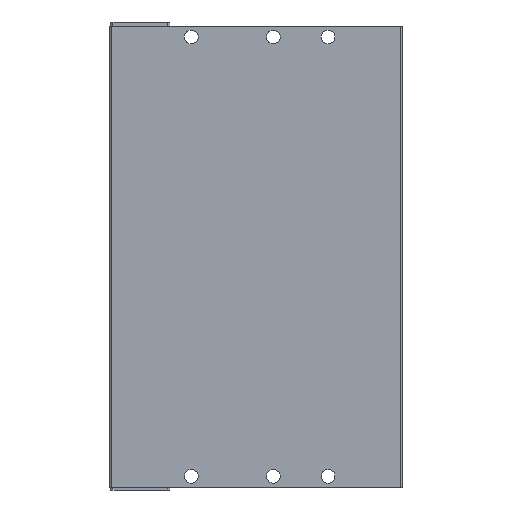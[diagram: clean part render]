
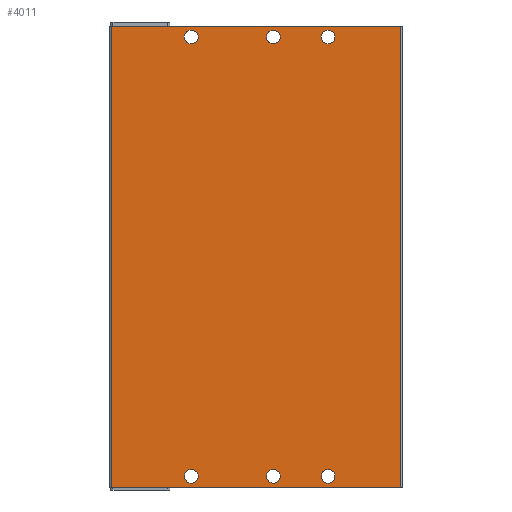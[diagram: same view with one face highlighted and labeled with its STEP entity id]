
A CAD part, front view. The second image highlights one B-rep face of the part: STEP entity #4011.
In plain terms, the highlighted planar face has unit normal (0, -1, 0).
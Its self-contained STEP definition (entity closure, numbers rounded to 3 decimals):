
#54 = VERTEX_POINT ( 'NONE', #2259 ) ;
#67 = CARTESIAN_POINT ( 'NONE',  ( 59.7, 0., -4. ) ) ;
#103 = DIRECTION ( 'NONE',  ( 0., 0., -1. ) ) ;
#173 = LINE ( 'NONE', #6535, #1013 ) ;
#352 = AXIS2_PLACEMENT_3D ( 'NONE', #3539, #6979, #4568 ) ;
#370 = ORIENTED_EDGE ( 'NONE', *, *, #1300, .T. ) ;
#528 = ORIENTED_EDGE ( 'NONE', *, *, #4437, .T. ) ;
#534 = CARTESIAN_POINT ( 'NONE',  ( 0.5, 0., -168.5 ) ) ;
#577 = FACE_OUTER_BOUND ( 'NONE', #3596, .T. ) ;
#606 = DIRECTION ( 'NONE',  ( 0., 1., 0. ) ) ;
#685 = CARTESIAN_POINT ( 'NONE',  ( 59.7, 0., -164.5 ) ) ;
#717 = DIRECTION ( 'NONE',  ( 1., 0., 0. ) ) ;
#765 = DIRECTION ( 'NONE',  ( 0., 1., 0. ) ) ;
#829 = CIRCLE ( 'NONE', #1801, 2.5 ) ;
#832 = CARTESIAN_POINT ( 'NONE',  ( 59.7, 0., -164.5 ) ) ;
#877 = AXIS2_PLACEMENT_3D ( 'NONE', #67, #3604, #3719 ) ;
#939 = DIRECTION ( 'NONE',  ( 0., 1., 0. ) ) ;
#978 = CARTESIAN_POINT ( 'NONE',  ( 29.7, 0., -4. ) ) ;
#1012 = CARTESIAN_POINT ( 'NONE',  ( 59.7, 0., -1.5 ) ) ;
#1013 = VECTOR ( 'NONE', #717, 1000. ) ;
#1041 = CARTESIAN_POINT ( 'NONE',  ( 106.2, 0., -168.5 ) ) ;
#1081 = AXIS2_PLACEMENT_3D ( 'NONE', #5342, #7563, #1104 ) ;
#1104 = DIRECTION ( 'NONE',  ( 0., 0., -1. ) ) ;
#1124 = FACE_BOUND ( 'NONE', #3379, .T. ) ;
#1140 = EDGE_LOOP ( 'NONE', ( #4032, #2064 ) ) ;
#1186 = CARTESIAN_POINT ( 'NONE',  ( 79.7, 0., -4. ) ) ;
#1197 = FACE_BOUND ( 'NONE', #4319, .T. ) ;
#1266 = CARTESIAN_POINT ( 'NONE',  ( 0.5, 0., 0. ) ) ;
#1299 = VERTEX_POINT ( 'NONE', #5938 ) ;
#1300 = EDGE_CURVE ( 'NONE', #6180, #1658, #5167, .T. ) ;
#1323 = CARTESIAN_POINT ( 'NONE',  ( 79.7, 0., -162. ) ) ;
#1357 = CIRCLE ( 'NONE', #5506, 2.5 ) ;
#1495 = AXIS2_PLACEMENT_3D ( 'NONE', #5521, #4402, #5981 ) ;
#1568 = CIRCLE ( 'NONE', #1081, 2.5 ) ;
#1604 = EDGE_LOOP ( 'NONE', ( #4917, #3983 ) ) ;
#1658 = VERTEX_POINT ( 'NONE', #2899 ) ;
#1801 = AXIS2_PLACEMENT_3D ( 'NONE', #1186, #606, #5318 ) ;
#1821 = CIRCLE ( 'NONE', #2556, 2.5 ) ;
#1823 = ORIENTED_EDGE ( 'NONE', *, *, #3277, .T. ) ;
#1932 = AXIS2_PLACEMENT_3D ( 'NONE', #1953, #765, #2030 ) ;
#1953 = CARTESIAN_POINT ( 'NONE',  ( 29.7, 0., -164.5 ) ) ;
#1963 = ORIENTED_EDGE ( 'NONE', *, *, #5833, .T. ) ;
#2030 = DIRECTION ( 'NONE',  ( 0., 0., -1. ) ) ;
#2034 = DIRECTION ( 'NONE',  ( -1., 0., 0. ) ) ;
#2064 = ORIENTED_EDGE ( 'NONE', *, *, #6698, .T. ) ;
#2203 = DIRECTION ( 'NONE',  ( 0., 0., -1. ) ) ;
#2259 = CARTESIAN_POINT ( 'NONE',  ( 79.7, 0., -167. ) ) ;
#2276 = ORIENTED_EDGE ( 'NONE', *, *, #5738, .T. ) ;
#2404 = VERTEX_POINT ( 'NONE', #2452 ) ;
#2430 = CARTESIAN_POINT ( 'NONE',  ( 59.7, 0., -6.5 ) ) ;
#2452 = CARTESIAN_POINT ( 'NONE',  ( 29.7, 0., -6.5 ) ) ;
#2477 = ORIENTED_EDGE ( 'NONE', *, *, #7225, .T. ) ;
#2549 = VECTOR ( 'NONE', #7018, 1000. ) ;
#2556 = AXIS2_PLACEMENT_3D ( 'NONE', #978, #5031, #4522 ) ;
#2827 = EDGE_CURVE ( 'NONE', #1299, #5326, #829, .T. ) ;
#2899 = CARTESIAN_POINT ( 'NONE',  ( 59.7, 0., -167. ) ) ;
#2914 = EDGE_CURVE ( 'NONE', #5991, #6072, #6814, .T. ) ;
#2959 = FACE_BOUND ( 'NONE', #1140, .T. ) ;
#3026 = DIRECTION ( 'NONE',  ( 0., 1., 0. ) ) ;
#3112 = ORIENTED_EDGE ( 'NONE', *, *, #2827, .T. ) ;
#3194 = EDGE_CURVE ( 'NONE', #5326, #1299, #1568, .T. ) ;
#3277 = EDGE_CURVE ( 'NONE', #1658, #6180, #3896, .T. ) ;
#3289 = AXIS2_PLACEMENT_3D ( 'NONE', #832, #3745, #3665 ) ;
#3290 = ORIENTED_EDGE ( 'NONE', *, *, #3893, .T. ) ;
#3328 = VECTOR ( 'NONE', #2034, 1000. ) ;
#3379 = EDGE_LOOP ( 'NONE', ( #5903, #2276 ) ) ;
#3385 = DIRECTION ( 'NONE',  ( 0., 1., 0. ) ) ;
#3418 = FACE_BOUND ( 'NONE', #7298, .T. ) ;
#3437 = CIRCLE ( 'NONE', #877, 2.5 ) ;
#3511 = DIRECTION ( 'NONE',  ( 0., 0., -1. ) ) ;
#3535 = AXIS2_PLACEMENT_3D ( 'NONE', #4068, #4104, #6431 ) ;
#3539 = CARTESIAN_POINT ( 'NONE',  ( 79.7, 0., -164.5 ) ) ;
#3544 = EDGE_CURVE ( 'NONE', #4301, #4214, #4002, .T. ) ;
#3596 = EDGE_LOOP ( 'NONE', ( #7017, #6907, #1963, #528 ) ) ;
#3604 = DIRECTION ( 'NONE',  ( 0., 1., 0. ) ) ;
#3616 = EDGE_CURVE ( 'NONE', #4911, #54, #4501, .T. ) ;
#3665 = DIRECTION ( 'NONE',  ( 0., 0., -1. ) ) ;
#3719 = DIRECTION ( 'NONE',  ( 0., 0., -1. ) ) ;
#3721 = VERTEX_POINT ( 'NONE', #2430 ) ;
#3735 = VERTEX_POINT ( 'NONE', #4343 ) ;
#3745 = DIRECTION ( 'NONE',  ( 0., 1., 0. ) ) ;
#3763 = CARTESIAN_POINT ( 'NONE',  ( 79.7, 0., -6.5 ) ) ;
#3893 = EDGE_CURVE ( 'NONE', #5586, #2404, #1821, .T. ) ;
#3896 = CIRCLE ( 'NONE', #3289, 2.5 ) ;
#3983 = ORIENTED_EDGE ( 'NONE', *, *, #3616, .T. ) ;
#4002 = LINE ( 'NONE', #4037, #2549 ) ;
#4011 = ADVANCED_FACE ( 'NONE', ( #577, #1197, #1124, #3418, #2959, #5249, #7583 ), #4668, .T. ) ;
#4032 = ORIENTED_EDGE ( 'NONE', *, *, #2914, .T. ) ;
#4037 = CARTESIAN_POINT ( 'NONE',  ( 106.2, 0., -168.5 ) ) ;
#4068 = CARTESIAN_POINT ( 'NONE',  ( 0.5, 0., -168.5 ) ) ;
#4104 = DIRECTION ( 'NONE',  ( 0., -1., 0. ) ) ;
#4214 = VERTEX_POINT ( 'NONE', #6172 ) ;
#4301 = VERTEX_POINT ( 'NONE', #1041 ) ;
#4319 = EDGE_LOOP ( 'NONE', ( #2477, #3290 ) ) ;
#4343 = CARTESIAN_POINT ( 'NONE',  ( 0.5, 0., -168.5 ) ) ;
#4402 = DIRECTION ( 'NONE',  ( 0., 1., 0. ) ) ;
#4437 = EDGE_CURVE ( 'NONE', #7481, #3735, #5785, .T. ) ;
#4501 = CIRCLE ( 'NONE', #352, 2.5 ) ;
#4506 = CARTESIAN_POINT ( 'NONE',  ( 29.7, 0., -162. ) ) ;
#4522 = DIRECTION ( 'NONE',  ( 0., 0., -1. ) ) ;
#4568 = DIRECTION ( 'NONE',  ( 0., 0., -1. ) ) ;
#4613 = CARTESIAN_POINT ( 'NONE',  ( 79.7, 0., -164.5 ) ) ;
#4668 = PLANE ( 'NONE',  #3535 ) ;
#4777 = CIRCLE ( 'NONE', #1495, 2.5 ) ;
#4911 = VERTEX_POINT ( 'NONE', #1323 ) ;
#4917 = ORIENTED_EDGE ( 'NONE', *, *, #6021, .T. ) ;
#4951 = CARTESIAN_POINT ( 'NONE',  ( 29.7, 0., -164.5 ) ) ;
#4974 = CARTESIAN_POINT ( 'NONE',  ( 29.7, 0., -167. ) ) ;
#5014 = CARTESIAN_POINT ( 'NONE',  ( 0.5, 0., 0. ) ) ;
#5031 = DIRECTION ( 'NONE',  ( 0., 1., 0. ) ) ;
#5043 = EDGE_CURVE ( 'NONE', #3721, #6873, #1357, .T. ) ;
#5167 = CIRCLE ( 'NONE', #6510, 2.5 ) ;
#5240 = DIRECTION ( 'NONE',  ( 0., 0., -1. ) ) ;
#5249 = FACE_BOUND ( 'NONE', #5348, .T. ) ;
#5318 = DIRECTION ( 'NONE',  ( 0., 0., -1. ) ) ;
#5326 = VERTEX_POINT ( 'NONE', #3763 ) ;
#5342 = CARTESIAN_POINT ( 'NONE',  ( 79.7, 0., -4. ) ) ;
#5345 = CARTESIAN_POINT ( 'NONE',  ( 59.7, 0., -162. ) ) ;
#5348 = EDGE_LOOP ( 'NONE', ( #1823, #370 ) ) ;
#5376 = VECTOR ( 'NONE', #5240, 1000. ) ;
#5506 = AXIS2_PLACEMENT_3D ( 'NONE', #5537, #3385, #2203 ) ;
#5521 = CARTESIAN_POINT ( 'NONE',  ( 29.7, 0., -4. ) ) ;
#5522 = ORIENTED_EDGE ( 'NONE', *, *, #3194, .T. ) ;
#5537 = CARTESIAN_POINT ( 'NONE',  ( 59.7, 0., -4. ) ) ;
#5586 = VERTEX_POINT ( 'NONE', #6963 ) ;
#5738 = EDGE_CURVE ( 'NONE', #6873, #3721, #3437, .T. ) ;
#5785 = LINE ( 'NONE', #534, #5376 ) ;
#5833 = EDGE_CURVE ( 'NONE', #4214, #7481, #6198, .T. ) ;
#5903 = ORIENTED_EDGE ( 'NONE', *, *, #5043, .T. ) ;
#5905 = AXIS2_PLACEMENT_3D ( 'NONE', #4951, #939, #7326 ) ;
#5938 = CARTESIAN_POINT ( 'NONE',  ( 79.7, 0., -1.5 ) ) ;
#5981 = DIRECTION ( 'NONE',  ( 0., 0., -1. ) ) ;
#5991 = VERTEX_POINT ( 'NONE', #4974 ) ;
#6021 = EDGE_CURVE ( 'NONE', #54, #4911, #6620, .T. ) ;
#6072 = VERTEX_POINT ( 'NONE', #4506 ) ;
#6172 = CARTESIAN_POINT ( 'NONE',  ( 106.2, 0., 0. ) ) ;
#6180 = VERTEX_POINT ( 'NONE', #5345 ) ;
#6198 = LINE ( 'NONE', #5014, #3328 ) ;
#6245 = EDGE_CURVE ( 'NONE', #3735, #4301, #173, .T. ) ;
#6269 = CIRCLE ( 'NONE', #5905, 2.5 ) ;
#6431 = DIRECTION ( 'NONE',  ( 0., 0., -1. ) ) ;
#6510 = AXIS2_PLACEMENT_3D ( 'NONE', #685, #3026, #103 ) ;
#6535 = CARTESIAN_POINT ( 'NONE',  ( 0.5, 0., -168.5 ) ) ;
#6620 = CIRCLE ( 'NONE', #6871, 2.5 ) ;
#6698 = EDGE_CURVE ( 'NONE', #6072, #5991, #6269, .T. ) ;
#6814 = CIRCLE ( 'NONE', #1932, 2.5 ) ;
#6871 = AXIS2_PLACEMENT_3D ( 'NONE', #4613, #7529, #3511 ) ;
#6873 = VERTEX_POINT ( 'NONE', #1012 ) ;
#6907 = ORIENTED_EDGE ( 'NONE', *, *, #3544, .T. ) ;
#6963 = CARTESIAN_POINT ( 'NONE',  ( 29.7, 0., -1.5 ) ) ;
#6979 = DIRECTION ( 'NONE',  ( 0., 1., 0. ) ) ;
#7017 = ORIENTED_EDGE ( 'NONE', *, *, #6245, .T. ) ;
#7018 = DIRECTION ( 'NONE',  ( 0., 0., 1. ) ) ;
#7225 = EDGE_CURVE ( 'NONE', #2404, #5586, #4777, .T. ) ;
#7298 = EDGE_LOOP ( 'NONE', ( #5522, #3112 ) ) ;
#7326 = DIRECTION ( 'NONE',  ( 0., 0., -1. ) ) ;
#7481 = VERTEX_POINT ( 'NONE', #1266 ) ;
#7529 = DIRECTION ( 'NONE',  ( 0., 1., 0. ) ) ;
#7563 = DIRECTION ( 'NONE',  ( 0., 1., 0. ) ) ;
#7583 = FACE_BOUND ( 'NONE', #1604, .T. ) ;
